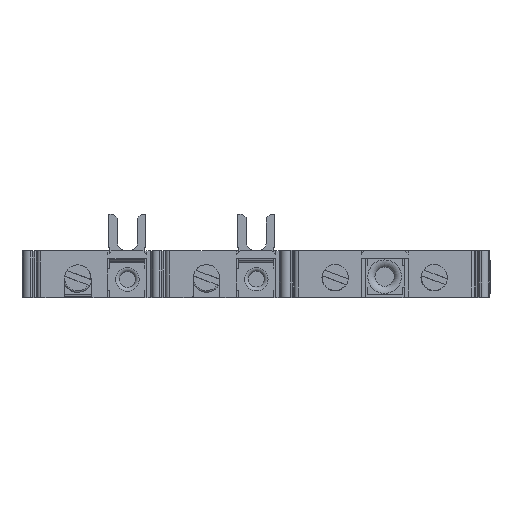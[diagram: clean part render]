
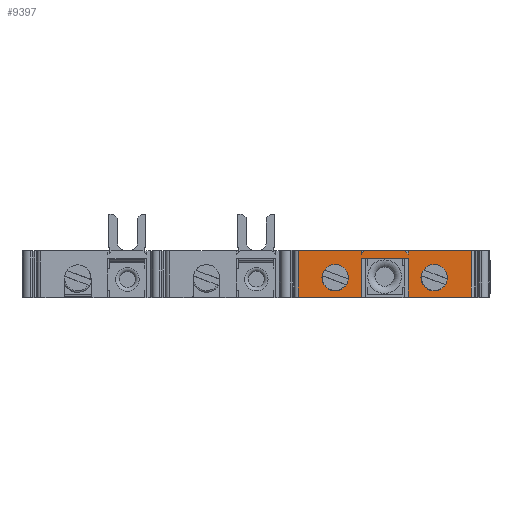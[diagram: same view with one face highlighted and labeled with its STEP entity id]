
A CAD part, top view. The second image highlights one B-rep face of the part: STEP entity #9397.
In plain terms, the highlighted planar face has unit normal (0, 0, 1).
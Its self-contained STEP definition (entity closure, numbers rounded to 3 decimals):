
#220=CIRCLE('',#9761,1.7);
#267=CIRCLE('',#9891,1.702);
#268=CIRCLE('',#9892,1.702);
#1434=ORIENTED_EDGE('',*,*,#2841,.T.);
#1435=ORIENTED_EDGE('',*,*,#3091,.T.);
#1436=ORIENTED_EDGE('',*,*,#3092,.T.);
#1437=ORIENTED_EDGE('',*,*,#3093,.T.);
#1438=ORIENTED_EDGE('',*,*,#3094,.F.);
#1439=ORIENTED_EDGE('',*,*,#3090,.F.);
#1440=ORIENTED_EDGE('',*,*,#3095,.T.);
#1441=ORIENTED_EDGE('',*,*,#3096,.T.);
#1442=ORIENTED_EDGE('',*,*,#3097,.F.);
#1443=ORIENTED_EDGE('',*,*,#3098,.F.);
#1444=ORIENTED_EDGE('',*,*,#3099,.T.);
#1445=ORIENTED_EDGE('',*,*,#3100,.T.);
#1446=ORIENTED_EDGE('',*,*,#3101,.F.);
#1447=ORIENTED_EDGE('',*,*,#3102,.F.);
#1448=ORIENTED_EDGE('',*,*,#2762,.F.);
#1449=ORIENTED_EDGE('',*,*,#2749,.F.);
#1450=ORIENTED_EDGE('',*,*,#2759,.T.);
#2749=EDGE_CURVE('',#3681,#3682,#4372,.T.);
#2759=EDGE_CURVE('',#3681,#3691,#4382,.T.);
#2762=EDGE_CURVE('',#3682,#3693,#4385,.T.);
#2841=EDGE_CURVE('',#3756,#3756,#220,.T.);
#3090=EDGE_CURVE('',#3917,#3916,#4647,.T.);
#3091=EDGE_CURVE('',#3524,#3537,#267,.T.);
#3092=EDGE_CURVE('',#3537,#3524,#268,.T.);
#3093=EDGE_CURVE('',#3691,#3918,#4648,.T.);
#3094=EDGE_CURVE('',#3916,#3918,#4649,.T.);
#3095=EDGE_CURVE('',#3917,#3919,#4650,.T.);
#3096=EDGE_CURVE('',#3919,#3920,#4651,.T.);
#3097=EDGE_CURVE('',#3921,#3920,#4652,.T.);
#3098=EDGE_CURVE('',#3922,#3921,#4653,.T.);
#3099=EDGE_CURVE('',#3922,#3923,#4654,.T.);
#3100=EDGE_CURVE('',#3923,#3924,#4655,.T.);
#3101=EDGE_CURVE('',#3925,#3924,#4656,.T.);
#3102=EDGE_CURVE('',#3693,#3925,#4657,.T.);
#3524=VERTEX_POINT('',#12301);
#3537=VERTEX_POINT('',#12335);
#3681=VERTEX_POINT('',#12802);
#3682=VERTEX_POINT('',#12804);
#3691=VERTEX_POINT('',#12826);
#3693=VERTEX_POINT('',#12832);
#3756=VERTEX_POINT('',#12999);
#3916=VERTEX_POINT('',#13486);
#3917=VERTEX_POINT('',#13488);
#3918=VERTEX_POINT('',#13494);
#3919=VERTEX_POINT('',#13497);
#3920=VERTEX_POINT('',#13499);
#3921=VERTEX_POINT('',#13501);
#3922=VERTEX_POINT('',#13503);
#3923=VERTEX_POINT('',#13505);
#3924=VERTEX_POINT('',#13507);
#3925=VERTEX_POINT('',#13509);
#4372=LINE('',#12803,#5195);
#4382=LINE('',#12825,#5205);
#4385=LINE('',#12831,#5208);
#4647=LINE('',#13489,#5470);
#4648=LINE('',#13493,#5471);
#4649=LINE('',#13495,#5472);
#4650=LINE('',#13496,#5473);
#4651=LINE('',#13498,#5474);
#4652=LINE('',#13500,#5475);
#4653=LINE('',#13502,#5476);
#4654=LINE('',#13504,#5477);
#4655=LINE('',#13506,#5478);
#4656=LINE('',#13508,#5479);
#4657=LINE('',#13510,#5480);
#5195=VECTOR('',#10743,1000.);
#5205=VECTOR('',#10759,1000.);
#5208=VECTOR('',#10764,1000.);
#5470=VECTOR('',#11368,1000.);
#5471=VECTOR('',#11375,1000.);
#5472=VECTOR('',#11376,1000.);
#5473=VECTOR('',#11377,1000.);
#5474=VECTOR('',#11378,1000.);
#5475=VECTOR('',#11379,1000.);
#5476=VECTOR('',#11380,1000.);
#5477=VECTOR('',#11381,1000.);
#5478=VECTOR('',#11382,1000.);
#5479=VECTOR('',#11383,1000.);
#5480=VECTOR('',#11384,1000.);
#5938=EDGE_LOOP('',(#1434));
#5939=EDGE_LOOP('',(#1435,#1436));
#5940=EDGE_LOOP('',(#1437,#1438,#1439,#1440,#1441,#1442,#1443,#1444,#1445,
#1446,#1447,#1448,#1449,#1450));
#6315=FACE_BOUND('',#5938,.T.);
#6316=FACE_BOUND('',#5939,.T.);
#6317=FACE_BOUND('',#5940,.T.);
#6623=PLANE('',#9890);
#9397=ADVANCED_FACE('',(#6315,#6316,#6317),#6623,.T.);
#9761=AXIS2_PLACEMENT_3D('',#12998,#10910,#10911);
#9890=AXIS2_PLACEMENT_3D('',#13490,#11369,#11370);
#9891=AXIS2_PLACEMENT_3D('',#13491,#11371,#11372);
#9892=AXIS2_PLACEMENT_3D('',#13492,#11373,#11374);
#10743=DIRECTION('',(1.,0.,0.));
#10759=DIRECTION('',(-0.706,-0.708,0.));
#10764=DIRECTION('',(0.707,-0.708,0.));
#10910=DIRECTION('',(0.,0.,-1.));
#10911=DIRECTION('',(1.,0.,0.));
#11368=DIRECTION('',(0.,1.,0.));
#11369=DIRECTION('',(0.,0.,1.));
#11370=DIRECTION('',(1.,0.,0.));
#11371=DIRECTION('',(0.,0.,-1.));
#11372=DIRECTION('',(1.,0.,0.));
#11373=DIRECTION('',(0.,0.,-1.));
#11374=DIRECTION('',(1.,0.,0.));
#11375=DIRECTION('',(0.,1.,0.));
#11376=DIRECTION('',(1.,0.,0.));
#11377=DIRECTION('',(1.,0.,0.));
#11378=DIRECTION('',(0.,1.,0.));
#11379=DIRECTION('',(-1.,0.,0.));
#11380=DIRECTION('',(0.,1.,0.));
#11381=DIRECTION('',(1.,0.,0.));
#11382=DIRECTION('',(0.,1.,0.));
#11383=DIRECTION('',(1.,0.,0.));
#11384=DIRECTION('',(0.,1.,0.));
#12301=CARTESIAN_POINT('',(4.963,-3.5,55.302));
#12335=CARTESIAN_POINT('',(8.367,-3.5,55.302));
#12802=CARTESIAN_POINT('',(10.514,0.,55.302));
#12803=CARTESIAN_POINT('',(10.015,0.,55.302));
#12804=CARTESIAN_POINT('',(15.516,0.,55.302));
#12825=CARTESIAN_POINT('',(10.514,0.,55.302));
#12826=CARTESIAN_POINT('',(10.015,-0.5,55.302));
#12831=CARTESIAN_POINT('',(16.015,-0.5,55.302));
#12832=CARTESIAN_POINT('',(16.015,-0.5,55.302));
#12998=CARTESIAN_POINT('',(19.365,-3.5,55.302));
#12999=CARTESIAN_POINT('',(21.065,-3.5,55.302));
#13486=CARTESIAN_POINT('',(1.932,0.,55.302));
#13488=CARTESIAN_POINT('',(1.932,-6.,55.302));
#13489=CARTESIAN_POINT('',(1.932,-6.,55.302));
#13490=CARTESIAN_POINT('',(10.015,-6.,55.302));
#13491=CARTESIAN_POINT('',(6.665,-3.5,55.302));
#13492=CARTESIAN_POINT('',(6.665,-3.5,55.302));
#13493=CARTESIAN_POINT('',(10.015,0.,55.302));
#13494=CARTESIAN_POINT('',(10.015,0.,55.302));
#13495=CARTESIAN_POINT('',(10.015,0.,55.302));
#13496=CARTESIAN_POINT('',(10.015,-6.,55.302));
#13497=CARTESIAN_POINT('',(10.015,-6.,55.302));
#13498=CARTESIAN_POINT('',(10.015,-6.,55.302));
#13499=CARTESIAN_POINT('',(10.015,-1.,55.302));
#13500=CARTESIAN_POINT('',(10.015,-1.,55.302));
#13501=CARTESIAN_POINT('',(16.015,-1.,55.302));
#13502=CARTESIAN_POINT('',(16.015,-6.,55.302));
#13503=CARTESIAN_POINT('',(16.015,-6.,55.302));
#13504=CARTESIAN_POINT('',(16.015,-6.,55.302));
#13505=CARTESIAN_POINT('',(24.098,-6.,55.302));
#13506=CARTESIAN_POINT('',(24.098,-6.,55.302));
#13507=CARTESIAN_POINT('',(24.098,0.,55.302));
#13508=CARTESIAN_POINT('',(10.015,0.,55.302));
#13509=CARTESIAN_POINT('',(16.015,0.,55.302));
#13510=CARTESIAN_POINT('',(16.015,0.,55.302));
